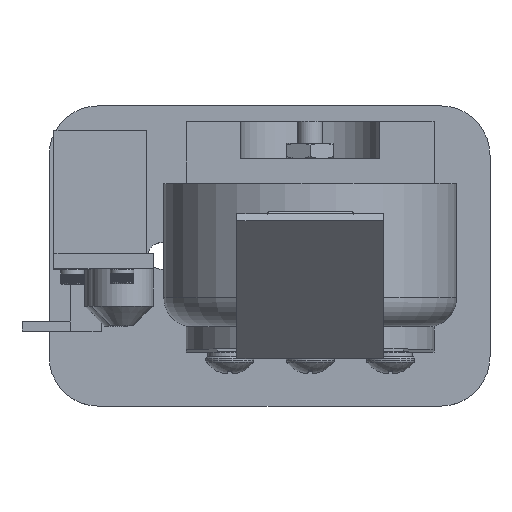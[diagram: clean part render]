
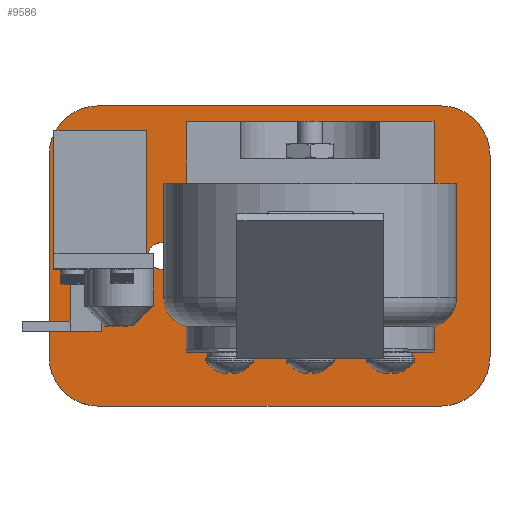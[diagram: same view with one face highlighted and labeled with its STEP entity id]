
A CAD part, top view. The second image highlights one B-rep face of the part: STEP entity #9586.
In plain terms, the highlighted planar face has unit normal (0, 0, 1).
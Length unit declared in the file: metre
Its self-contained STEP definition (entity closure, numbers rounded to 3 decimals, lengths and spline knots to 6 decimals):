
#346=LINE('',#17686,#1022);
#353=LINE('',#17704,#1029);
#357=LINE('',#17716,#1033);
#361=LINE('',#17728,#1037);
#1022=VECTOR('',#12018,1.);
#1029=VECTOR('',#12033,1.);
#1033=VECTOR('',#12045,1.);
#1037=VECTOR('',#12057,1.);
#2088=PLANE('',#10509);
#3319=ORIENTED_EDGE('',*,*,#5555,.T.);
#3320=ORIENTED_EDGE('',*,*,#5556,.T.);
#3321=ORIENTED_EDGE('',*,*,#5557,.T.);
#3322=ORIENTED_EDGE('',*,*,#5558,.T.);
#3323=ORIENTED_EDGE('',*,*,#5559,.T.);
#3324=ORIENTED_EDGE('',*,*,#5560,.T.);
#3325=ORIENTED_EDGE('',*,*,#5561,.T.);
#3326=ORIENTED_EDGE('',*,*,#5531,.T.);
#3327=ORIENTED_EDGE('',*,*,#5535,.T.);
#3328=ORIENTED_EDGE('',*,*,#5540,.T.);
#3329=ORIENTED_EDGE('',*,*,#5543,.T.);
#3330=ORIENTED_EDGE('',*,*,#5546,.F.);
#3331=ORIENTED_EDGE('',*,*,#5549,.T.);
#3332=ORIENTED_EDGE('',*,*,#5552,.F.);
#3333=ORIENTED_EDGE('',*,*,#5554,.T.);
#5531=EDGE_CURVE('',#6785,#6784,#346,.T.);
#5535=EDGE_CURVE('',#6784,#6787,#7542,.T.);
#5540=EDGE_CURVE('',#6787,#6791,#353,.T.);
#5543=EDGE_CURVE('',#6791,#6793,#7544,.T.);
#5546=EDGE_CURVE('',#6795,#6793,#357,.T.);
#5549=EDGE_CURVE('',#6795,#6797,#7546,.T.);
#5552=EDGE_CURVE('',#6799,#6797,#361,.T.);
#5554=EDGE_CURVE('',#6799,#6785,#7548,.T.);
#5555=EDGE_CURVE('',#6800,#6800,#7549,.F.);
#5556=EDGE_CURVE('',#6801,#6801,#7550,.F.);
#5557=EDGE_CURVE('',#6802,#6802,#7551,.F.);
#5558=EDGE_CURVE('',#6803,#6803,#7552,.F.);
#5559=EDGE_CURVE('',#6804,#6804,#7553,.F.);
#5560=EDGE_CURVE('',#6805,#6805,#7554,.F.);
#5561=EDGE_CURVE('',#6806,#6806,#7555,.F.);
#6784=VERTEX_POINT('',#17685);
#6785=VERTEX_POINT('',#17687);
#6787=VERTEX_POINT('',#17693);
#6791=VERTEX_POINT('',#17703);
#6793=VERTEX_POINT('',#17709);
#6795=VERTEX_POINT('',#17715);
#6797=VERTEX_POINT('',#17721);
#6799=VERTEX_POINT('',#17727);
#6800=VERTEX_POINT('',#17734);
#6801=VERTEX_POINT('',#17736);
#6802=VERTEX_POINT('',#17738);
#6803=VERTEX_POINT('',#17740);
#6804=VERTEX_POINT('',#17742);
#6805=VERTEX_POINT('',#17744);
#6806=VERTEX_POINT('',#17746);
#7542=CIRCLE('',#10496,0.00508);
#7544=CIRCLE('',#10500,0.00508);
#7546=CIRCLE('',#10504,0.00508);
#7548=CIRCLE('',#10508,0.00508);
#7549=CIRCLE('',#10510,0.001588);
#7550=CIRCLE('',#10511,0.001588);
#7551=CIRCLE('',#10512,0.001956);
#7552=CIRCLE('',#10513,0.001956);
#7553=CIRCLE('',#10514,0.001353);
#7554=CIRCLE('',#10515,0.001353);
#7555=CIRCLE('',#10516,0.00165);
#8084=EDGE_LOOP('',(#3319));
#8085=EDGE_LOOP('',(#3320));
#8086=EDGE_LOOP('',(#3321));
#8087=EDGE_LOOP('',(#3322));
#8088=EDGE_LOOP('',(#3323));
#8089=EDGE_LOOP('',(#3324));
#8090=EDGE_LOOP('',(#3325));
#8091=EDGE_LOOP('',(#3326,#3327,#3328,#3329,#3330,#3331,#3332,#3333));
#8810=FACE_BOUND('',#8084,.T.);
#8811=FACE_BOUND('',#8085,.T.);
#8812=FACE_BOUND('',#8086,.T.);
#8813=FACE_BOUND('',#8087,.T.);
#8814=FACE_BOUND('',#8088,.T.);
#8815=FACE_BOUND('',#8089,.T.);
#8816=FACE_BOUND('',#8090,.T.);
#8817=FACE_BOUND('',#8091,.T.);
#9586=ADVANCED_FACE('',(#8810,#8811,#8812,#8813,#8814,#8815,#8816,#8817),
#2088,.T.);
#10496=AXIS2_PLACEMENT_3D('',#17694,#12025,#12026);
#10500=AXIS2_PLACEMENT_3D('',#17710,#12039,#12040);
#10504=AXIS2_PLACEMENT_3D('',#17722,#12051,#12052);
#10508=AXIS2_PLACEMENT_3D('',#17731,#12062,#12063);
#10509=AXIS2_PLACEMENT_3D('',#17732,#12064,#12065);
#10510=AXIS2_PLACEMENT_3D('',#17733,#12066,#12067);
#10511=AXIS2_PLACEMENT_3D('',#17735,#12068,#12069);
#10512=AXIS2_PLACEMENT_3D('',#17737,#12070,#12071);
#10513=AXIS2_PLACEMENT_3D('',#17739,#12072,#12073);
#10514=AXIS2_PLACEMENT_3D('',#17741,#12074,#12075);
#10515=AXIS2_PLACEMENT_3D('',#17743,#12076,#12077);
#10516=AXIS2_PLACEMENT_3D('',#17745,#12078,#12079);
#12018=DIRECTION('',(0.,1.,0.));
#12025=DIRECTION('',(0.,0.,1.));
#12026=DIRECTION('',(1.,0.,0.));
#12033=DIRECTION('',(-1.,0.,0.));
#12039=DIRECTION('',(0.,0.,1.));
#12040=DIRECTION('',(1.,0.,0.));
#12045=DIRECTION('',(0.,1.,0.));
#12051=DIRECTION('',(0.,0.,1.));
#12052=DIRECTION('',(1.,0.,0.));
#12057=DIRECTION('',(-1.,0.,0.));
#12062=DIRECTION('',(0.,0.,1.));
#12063=DIRECTION('',(1.,0.,0.));
#12064=DIRECTION('',(0.,0.,1.));
#12065=DIRECTION('',(1.,0.,0.));
#12066=DIRECTION('',(0.,0.,1.));
#12067=DIRECTION('',(1.,0.,0.));
#12068=DIRECTION('',(0.,0.,1.));
#12069=DIRECTION('',(1.,0.,0.));
#12070=DIRECTION('',(0.,0.,1.));
#12071=DIRECTION('',(1.,0.,0.));
#12072=DIRECTION('',(0.,0.,1.));
#12073=DIRECTION('',(1.,0.,0.));
#12074=DIRECTION('',(0.,0.,1.));
#12075=DIRECTION('',(1.,0.,0.));
#12076=DIRECTION('',(0.,0.,1.));
#12077=DIRECTION('',(1.,0.,0.));
#12078=DIRECTION('',(0.,0.,1.));
#12079=DIRECTION('',(1.,0.,0.));
#17685=CARTESIAN_POINT('',(0.022606,0.010312,0.00381));
#17686=CARTESIAN_POINT('',(0.022606,0.,0.00381));
#17687=CARTESIAN_POINT('',(0.022606,-0.010312,0.00381));
#17693=CARTESIAN_POINT('',(0.017526,0.015392,0.00381));
#17694=CARTESIAN_POINT('',(0.017526,0.010312,0.00381));
#17703=CARTESIAN_POINT('',(-0.017526,0.015392,0.00381));
#17704=CARTESIAN_POINT('',(0.,0.015392,0.00381));
#17709=CARTESIAN_POINT('',(-0.022606,0.010312,0.00381));
#17710=CARTESIAN_POINT('',(-0.017526,0.010312,0.00381));
#17715=CARTESIAN_POINT('',(-0.022606,-0.010312,0.00381));
#17716=CARTESIAN_POINT('',(-0.022606,0.,0.00381));
#17721=CARTESIAN_POINT('',(-0.017526,-0.015392,0.00381));
#17722=CARTESIAN_POINT('',(-0.017526,-0.010312,0.00381));
#17727=CARTESIAN_POINT('',(0.017526,-0.015392,0.00381));
#17728=CARTESIAN_POINT('',(0.,-0.015392,0.00381));
#17731=CARTESIAN_POINT('',(0.017526,-0.010312,0.00381));
#17732=CARTESIAN_POINT('',(0.,0.,0.00381));
#17733=CARTESIAN_POINT('',(-0.019558,0.003962,0.00381));
#17734=CARTESIAN_POINT('',(-0.017971,0.003962,0.00381));
#17735=CARTESIAN_POINT('',(-0.015113,0.009042,0.00381));
#17736=CARTESIAN_POINT('',(-0.013526,0.009042,0.00381));
#17737=CARTESIAN_POINT('',(-0.005359,0.010566,0.00381));
#17738=CARTESIAN_POINT('',(-0.003404,0.010566,0.00381));
#17739=CARTESIAN_POINT('',(0.013691,0.010566,0.00381));
#17740=CARTESIAN_POINT('',(0.015646,0.010566,0.00381));
#17741=CARTESIAN_POINT('',(-0.011113,0.,0.00381));
#17742=CARTESIAN_POINT('',(-0.00976,0.,0.00381));
#17743=CARTESIAN_POINT('',(0.011113,0.,0.00381));
#17744=CARTESIAN_POINT('',(0.012465,0.,0.00381));
#17745=CARTESIAN_POINT('',(0.,0.,0.00381));
#17746=CARTESIAN_POINT('',(0.00165,0.,0.00381));
